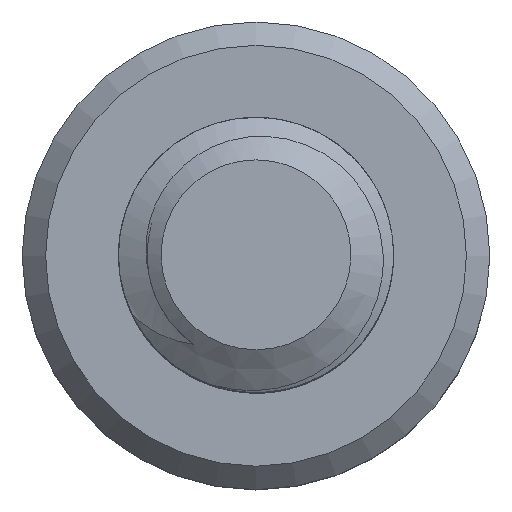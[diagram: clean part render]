
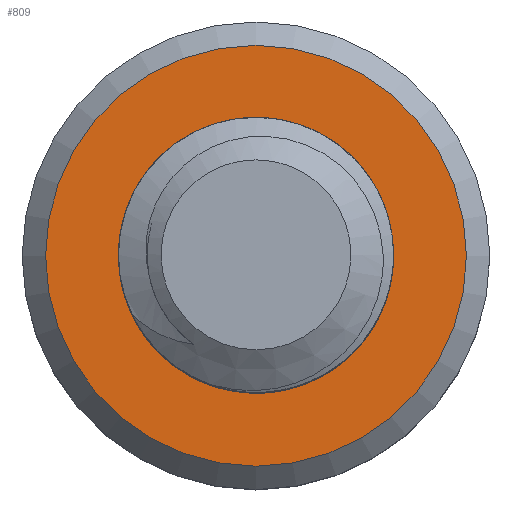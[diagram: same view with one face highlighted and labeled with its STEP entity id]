
A CAD part, top view. The second image highlights one B-rep face of the part: STEP entity #809.
In plain terms, the highlighted planar face has unit normal (0, 0, 1).
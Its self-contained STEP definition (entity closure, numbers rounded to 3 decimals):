
#16=FACE_BOUND('',#129,.T.);
#19=PLANE('',#895);
#79=FACE_OUTER_BOUND('',#128,.T.);
#128=EDGE_LOOP('',(#701,#702));
#129=EDGE_LOOP('',(#703,#704,#705,#706));
#142=CIRCLE('',#843,2.5);
#146=CIRCLE('',#871,3.825);
#147=CIRCLE('',#872,3.825);
#156=CIRCLE('',#886,1.98);
#217=B_SPLINE_CURVE_WITH_KNOTS('',3,(#6635,#6636,#6637,#6638,#6639,#6640,
#6641,#6642,#6643,#6644,#6645,#6646,#6647,#6648,#6649,#6650,#6651,#6652,
#6653,#6654,#6655,#6656,#6657,#6658,#6659,#6660,#6661,#6662,#6663,#6664,
#6665,#6666,#6667,#6668,#6669,#6670,#6671,#6672,#6673,#6674,#6675,#6676,
#6677,#6678,#6679,#6680,#6681,#6682,#6683,#6684,#6685,#6686,#6687,#6688,
#6689),.UNSPECIFIED.,.F.,.F.,(4,3,3,3,3,3,3,3,3,3,3,3,3,3,3,3,3,3,4),(0.,
0.052,0.097,0.143,0.169,
0.189,0.224,0.266,0.28,
0.295,0.384,0.453,0.507,
0.535,0.54,0.562,0.575,
0.58,0.603),.UNSPECIFIED.);
#218=B_SPLINE_CURVE_WITH_KNOTS('',3,(#7052,#7053,#7054,#7055,#7056,#7057,
#7058,#7059,#7060,#7061,#7062,#7063,#7064,#7065,#7066,#7067,#7068,#7069,
#7070,#7071,#7072,#7073,#7074,#7075,#7076,#7077,#7078,#7079,#7080,#7081,
#7082,#7083,#7084,#7085,#7086,#7087,#7088,#7089,#7090,#7091,#7092,#7093,
#7094,#7095,#7096,#7097,#7098,#7099,#7100),.UNSPECIFIED.,.F.,.F.,(4,3,3,
3,3,3,3,3,3,3,3,3,3,3,3,3,4),(0.,0.069,0.137,0.192,
0.222,0.229,0.248,0.257,
0.266,0.304,0.333,0.355,
0.376,0.383,0.423,0.431,
0.497),.UNSPECIFIED.);
#301=VERTEX_POINT('',#1087);
#302=VERTEX_POINT('',#1164);
#353=VERTEX_POINT('',#5945);
#354=VERTEX_POINT('',#5947);
#366=VERTEX_POINT('',#6106);
#367=VERTEX_POINT('',#6180);
#380=EDGE_CURVE('',#301,#302,#142,.T.);
#455=EDGE_CURVE('',#354,#353,#146,.T.);
#456=EDGE_CURVE('',#353,#354,#147,.T.);
#473=EDGE_CURVE('',#367,#366,#156,.T.);
#477=EDGE_CURVE('',#366,#302,#217,.T.);
#478=EDGE_CURVE('',#301,#367,#218,.T.);
#701=ORIENTED_EDGE('',*,*,#455,.T.);
#702=ORIENTED_EDGE('',*,*,#456,.T.);
#703=ORIENTED_EDGE('',*,*,#380,.F.);
#704=ORIENTED_EDGE('',*,*,#478,.T.);
#705=ORIENTED_EDGE('',*,*,#473,.T.);
#706=ORIENTED_EDGE('',*,*,#477,.T.);
#809=ADVANCED_FACE('',(#79,#16),#19,.F.);
#843=AXIS2_PLACEMENT_3D('',#1165,#913,#914);
#871=AXIS2_PLACEMENT_3D('',#5948,#993,#994);
#872=AXIS2_PLACEMENT_3D('',#5949,#995,#996);
#886=AXIS2_PLACEMENT_3D('',#6181,#1026,#1027);
#895=AXIS2_PLACEMENT_3D('',#7112,#1044,#1045);
#913=DIRECTION('center_axis',(0.,0.,1.));
#914=DIRECTION('ref_axis',(1.,0.,0.));
#993=DIRECTION('center_axis',(0.,0.,1.));
#994=DIRECTION('ref_axis',(-1.,0.,0.));
#995=DIRECTION('center_axis',(0.,0.,1.));
#996=DIRECTION('ref_axis',(-1.,0.,0.));
#1026=DIRECTION('center_axis',(0.,0.,-1.));
#1027=DIRECTION('ref_axis',(1.,0.,0.));
#1044=DIRECTION('center_axis',(0.,0.,-1.));
#1045=DIRECTION('ref_axis',(-1.,0.,0.));
#1087=CARTESIAN_POINT('',(0.,-2.5,-10.));
#1164=CARTESIAN_POINT('',(1.752,-1.784,-10.));
#1165=CARTESIAN_POINT('Origin',(0.,0.,-10.));
#5945=CARTESIAN_POINT('',(3.825,0.,-10.));
#5947=CARTESIAN_POINT('',(-3.825,0.,-10.));
#5948=CARTESIAN_POINT('Origin',(0.,0.,-10.));
#5949=CARTESIAN_POINT('Origin',(0.,0.,-10.));
#6106=CARTESIAN_POINT('',(0.,1.98,-10.));
#6180=CARTESIAN_POINT('',(-1.388,1.413,-10.));
#6181=CARTESIAN_POINT('Origin',(0.,0.,-10.));
#6635=CARTESIAN_POINT('Ctrl Pts',(0.,1.98,
-10.));
#6636=CARTESIAN_POINT('Ctrl Pts',(0.172,1.998,-10.));
#6637=CARTESIAN_POINT('Ctrl Pts',(0.345,1.994,-10.));
#6638=CARTESIAN_POINT('Ctrl Pts',(0.515,1.968,-10.));
#6639=CARTESIAN_POINT('Ctrl Pts',(0.665,1.946,-10.));
#6640=CARTESIAN_POINT('Ctrl Pts',(0.812,1.908,-10.));
#6641=CARTESIAN_POINT('Ctrl Pts',(0.953,1.854,-10.));
#6642=CARTESIAN_POINT('Ctrl Pts',(1.096,1.799,-10.));
#6643=CARTESIAN_POINT('Ctrl Pts',(1.232,1.73,-10.));
#6644=CARTESIAN_POINT('Ctrl Pts',(1.359,1.646,-10.));
#6645=CARTESIAN_POINT('Ctrl Pts',(1.432,1.597,-10.));
#6646=CARTESIAN_POINT('Ctrl Pts',(1.502,1.544,-10.));
#6647=CARTESIAN_POINT('Ctrl Pts',(1.569,1.487,-10.));
#6648=CARTESIAN_POINT('Ctrl Pts',(1.619,1.444,-10.));
#6649=CARTESIAN_POINT('Ctrl Pts',(1.667,1.398,-10.));
#6650=CARTESIAN_POINT('Ctrl Pts',(1.712,1.352,-10.));
#6651=CARTESIAN_POINT('Ctrl Pts',(1.789,1.271,-10.));
#6652=CARTESIAN_POINT('Ctrl Pts',(1.857,1.188,-10.));
#6653=CARTESIAN_POINT('Ctrl Pts',(1.915,1.106,-10.));
#6654=CARTESIAN_POINT('Ctrl Pts',(1.986,1.005,-10.));
#6655=CARTESIAN_POINT('Ctrl Pts',(2.044,0.906,-10.));
#6656=CARTESIAN_POINT('Ctrl Pts',(2.091,0.812,-10.));
#6657=CARTESIAN_POINT('Ctrl Pts',(2.107,0.781,-10.));
#6658=CARTESIAN_POINT('Ctrl Pts',(2.121,0.75,-10.));
#6659=CARTESIAN_POINT('Ctrl Pts',(2.135,0.72,-10.));
#6660=CARTESIAN_POINT('Ctrl Pts',(2.149,0.689,-10.));
#6661=CARTESIAN_POINT('Ctrl Pts',(2.162,0.658,-10.));
#6662=CARTESIAN_POINT('Ctrl Pts',(2.174,0.627,-10.));
#6663=CARTESIAN_POINT('Ctrl Pts',(2.249,0.44,-10.));
#6664=CARTESIAN_POINT('Ctrl Pts',(2.298,0.243,-10.));
#6665=CARTESIAN_POINT('Ctrl Pts',(2.322,0.043,-10.));
#6666=CARTESIAN_POINT('Ctrl Pts',(2.34,-0.112,-10.));
#6667=CARTESIAN_POINT('Ctrl Pts',(2.343,-0.269,-10.));
#6668=CARTESIAN_POINT('Ctrl Pts',(2.33,-0.425,-10.));
#6669=CARTESIAN_POINT('Ctrl Pts',(2.319,-0.548,-10.));
#6670=CARTESIAN_POINT('Ctrl Pts',(2.299,-0.67,-10.));
#6671=CARTESIAN_POINT('Ctrl Pts',(2.269,-0.79,-10.));
#6672=CARTESIAN_POINT('Ctrl Pts',(2.254,-0.85,-10.));
#6673=CARTESIAN_POINT('Ctrl Pts',(2.237,-0.909,-10.));
#6674=CARTESIAN_POINT('Ctrl Pts',(2.217,-0.968,-10.));
#6675=CARTESIAN_POINT('Ctrl Pts',(2.213,-0.98,-10.));
#6676=CARTESIAN_POINT('Ctrl Pts',(2.209,-0.992,-10.));
#6677=CARTESIAN_POINT('Ctrl Pts',(2.204,-1.006,-10.));
#6678=CARTESIAN_POINT('Ctrl Pts',(2.185,-1.059,-10.));
#6679=CARTESIAN_POINT('Ctrl Pts',(2.157,-1.133,-10.));
#6680=CARTESIAN_POINT('Ctrl Pts',(2.115,-1.221,-10.));
#6681=CARTESIAN_POINT('Ctrl Pts',(2.089,-1.275,-10.));
#6682=CARTESIAN_POINT('Ctrl Pts',(2.059,-1.335,-10.));
#6683=CARTESIAN_POINT('Ctrl Pts',(2.022,-1.399,-10.));
#6684=CARTESIAN_POINT('Ctrl Pts',(2.009,-1.423,-10.));
#6685=CARTESIAN_POINT('Ctrl Pts',(1.994,-1.447,-10.));
#6686=CARTESIAN_POINT('Ctrl Pts',(1.98,-1.47,-10.));
#6687=CARTESIAN_POINT('Ctrl Pts',(1.912,-1.581,-10.));
#6688=CARTESIAN_POINT('Ctrl Pts',(1.835,-1.685,-10.));
#6689=CARTESIAN_POINT('Ctrl Pts',(1.752,-1.784,-10.));
#7052=CARTESIAN_POINT('Ctrl Pts',(0.,-2.5,
-10.));
#7053=CARTESIAN_POINT('Ctrl Pts',(-0.23,-2.482,-10.));
#7054=CARTESIAN_POINT('Ctrl Pts',(-0.457,-2.43,
-10.));
#7055=CARTESIAN_POINT('Ctrl Pts',(-0.672,-2.346,
-10.));
#7056=CARTESIAN_POINT('Ctrl Pts',(-0.881,-2.265,
-10.));
#7057=CARTESIAN_POINT('Ctrl Pts',(-1.078,-2.154,-10.));
#7058=CARTESIAN_POINT('Ctrl Pts',(-1.256,-2.018,-10.));
#7059=CARTESIAN_POINT('Ctrl Pts',(-1.403,-1.905,-10.));
#7060=CARTESIAN_POINT('Ctrl Pts',(-1.536,-1.776,-10.));
#7061=CARTESIAN_POINT('Ctrl Pts',(-1.653,-1.633,-10.));
#7062=CARTESIAN_POINT('Ctrl Pts',(-1.716,-1.556,-10.));
#7063=CARTESIAN_POINT('Ctrl Pts',(-1.773,-1.475,-10.));
#7064=CARTESIAN_POINT('Ctrl Pts',(-1.826,-1.391,-10.));
#7065=CARTESIAN_POINT('Ctrl Pts',(-1.838,-1.371,-10.));
#7066=CARTESIAN_POINT('Ctrl Pts',(-1.85,-1.351,-10.));
#7067=CARTESIAN_POINT('Ctrl Pts',(-1.863,-1.33,-10.));
#7068=CARTESIAN_POINT('Ctrl Pts',(-1.896,-1.273,-10.));
#7069=CARTESIAN_POINT('Ctrl Pts',(-1.931,-1.207,-10.));
#7070=CARTESIAN_POINT('Ctrl Pts',(-1.965,-1.135,-10.));
#7071=CARTESIAN_POINT('Ctrl Pts',(-1.982,-1.098,-10.));
#7072=CARTESIAN_POINT('Ctrl Pts',(-1.999,-1.059,-10.));
#7073=CARTESIAN_POINT('Ctrl Pts',(-2.015,-1.019,-10.));
#7074=CARTESIAN_POINT('Ctrl Pts',(-2.029,-0.984,
-10.));
#7075=CARTESIAN_POINT('Ctrl Pts',(-2.042,-0.948,
-10.));
#7076=CARTESIAN_POINT('Ctrl Pts',(-2.054,-0.912,
-10.));
#7077=CARTESIAN_POINT('Ctrl Pts',(-2.11,-0.747,
-10.));
#7078=CARTESIAN_POINT('Ctrl Pts',(-2.145,-0.575,
-10.));
#7079=CARTESIAN_POINT('Ctrl Pts',(-2.159,-0.401,
-10.));
#7080=CARTESIAN_POINT('Ctrl Pts',(-2.169,-0.271,
-10.));
#7081=CARTESIAN_POINT('Ctrl Pts',(-2.168,-0.14,
-10.));
#7082=CARTESIAN_POINT('Ctrl Pts',(-2.155,-0.011,
-10.));
#7083=CARTESIAN_POINT('Ctrl Pts',(-2.144,0.092,-10.));
#7084=CARTESIAN_POINT('Ctrl Pts',(-2.126,0.194,-10.));
#7085=CARTESIAN_POINT('Ctrl Pts',(-2.101,0.294,-10.));
#7086=CARTESIAN_POINT('Ctrl Pts',(-2.078,0.386,-10.));
#7087=CARTESIAN_POINT('Ctrl Pts',(-2.049,0.475,-10.));
#7088=CARTESIAN_POINT('Ctrl Pts',(-2.014,0.563,-10.));
#7089=CARTESIAN_POINT('Ctrl Pts',(-2.002,0.595,-10.));
#7090=CARTESIAN_POINT('Ctrl Pts',(-1.988,0.625,-10.));
#7091=CARTESIAN_POINT('Ctrl Pts',(-1.975,0.655,-10.));
#7092=CARTESIAN_POINT('Ctrl Pts',(-1.904,0.812,-10.));
#7093=CARTESIAN_POINT('Ctrl Pts',(-1.826,0.933,-10.));
#7094=CARTESIAN_POINT('Ctrl Pts',(-1.765,1.019,-10.));
#7095=CARTESIAN_POINT('Ctrl Pts',(-1.753,1.036,-10.));
#7096=CARTESIAN_POINT('Ctrl Pts',(-1.741,1.052,-10.));
#7097=CARTESIAN_POINT('Ctrl Pts',(-1.729,1.067,-10.));
#7098=CARTESIAN_POINT('Ctrl Pts',(-1.631,1.197,-10.));
#7099=CARTESIAN_POINT('Ctrl Pts',(-1.516,1.313,-10.));
#7100=CARTESIAN_POINT('Ctrl Pts',(-1.388,1.413,-10.));
#7112=CARTESIAN_POINT('Origin',(0.,0.,-10.));
